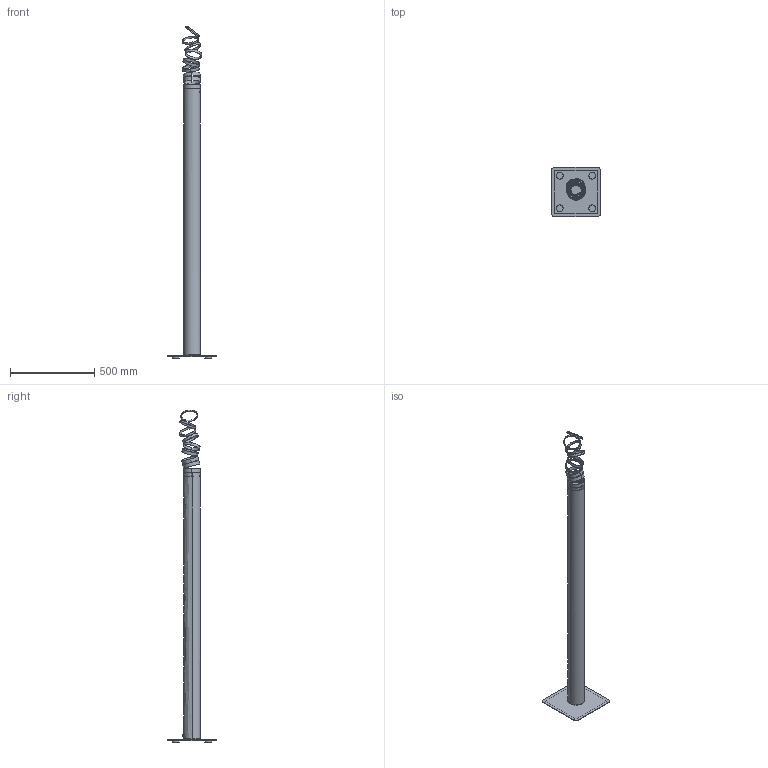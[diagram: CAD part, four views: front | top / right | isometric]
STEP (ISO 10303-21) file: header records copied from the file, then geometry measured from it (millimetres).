
FILE_DESCRIPTION(/* description */ (''),/* implementation_level */ '2;1');
FILE_NAME(/* name */ 'DECOMPOSE TERRA',/* time_stamp */ '2018-02-23T11:42:16+01:00',/* author */ (''),/* organization */ (''),/* preprocessor_version */ 'ST-DEVELOPER v15',/* originating_system */ '',/* authorisation */ '');
FILE_SCHEMA (('CONFIG_CONTROL_DESIGN'));
Length unit declared in the file: millimetre
Products named in the file (1): Document
Bounding box: 293 x 293 x 1970.15 mm (x, y, z)
Volume: 1502486.5 mm3; surface area: 1436731.5 mm2
Topology: 10 solids, 20 shells, 333 faces, 1003 edges, 645 vertices
Faces by surface type: bspline 260, plane 73
Entity records: 31871 total; most frequent: CARTESIAN_POINT 26425, ORIENTED_EDGE 1919, EDGE_CURVE 1001, VERTEX_POINT 645, B_SPLINE_CURVE_WITH_KNOTS 485, EDGE_LOOP 354, ADVANCED_FACE 329, FACE_OUTER_BOUND 329
